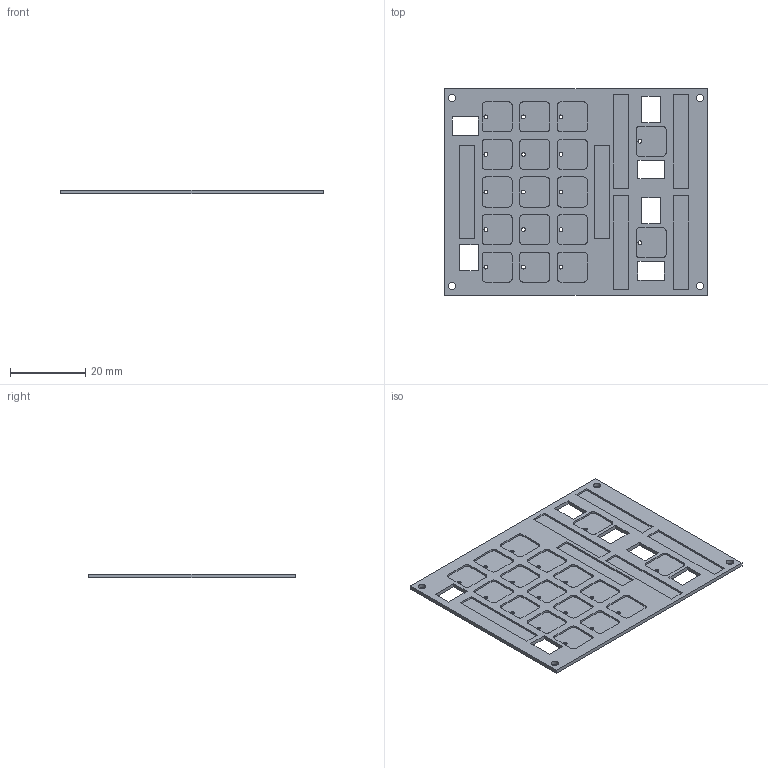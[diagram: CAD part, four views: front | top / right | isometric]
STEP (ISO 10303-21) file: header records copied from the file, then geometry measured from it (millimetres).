
FILE_DESCRIPTION(('FreeCAD Model'),'2;1');
FILE_NAME('Open CASCADE Shape Model','2023-06-24T08:50:30',(''),(''), 'Open CASCADE STEP processor 7.6','FreeCAD','Unknown');
FILE_SCHEMA(('AUTOMOTIVE_DESIGN { 1 0 10303 214 1 1 1 1 }'));
Length unit declared in the file: millimetre
Products named in the file (1): Body
Bounding box: 70 x 55 x 1 mm (x, y, z)
Volume: 2706.2 mm3; surface area: 8193.3 mm2
Topology: 1 solids, 1 shells, 489 faces, 1256 edges, 826 vertices
Faces by surface type: plane 298, cylinder 191
Full cylindrical faces by diameter (mm): 1 x17, 2 x4
Entity records: 15007 total; most frequent: DIRECTION 2635, CARTESIAN_POINT 2572, ORIENTED_EDGE 2512, EDGE_CURVE 1256, AXIS2_PLACEMENT_3D 889, LINE 857, VECTOR 857, VERTEX_POINT 826
